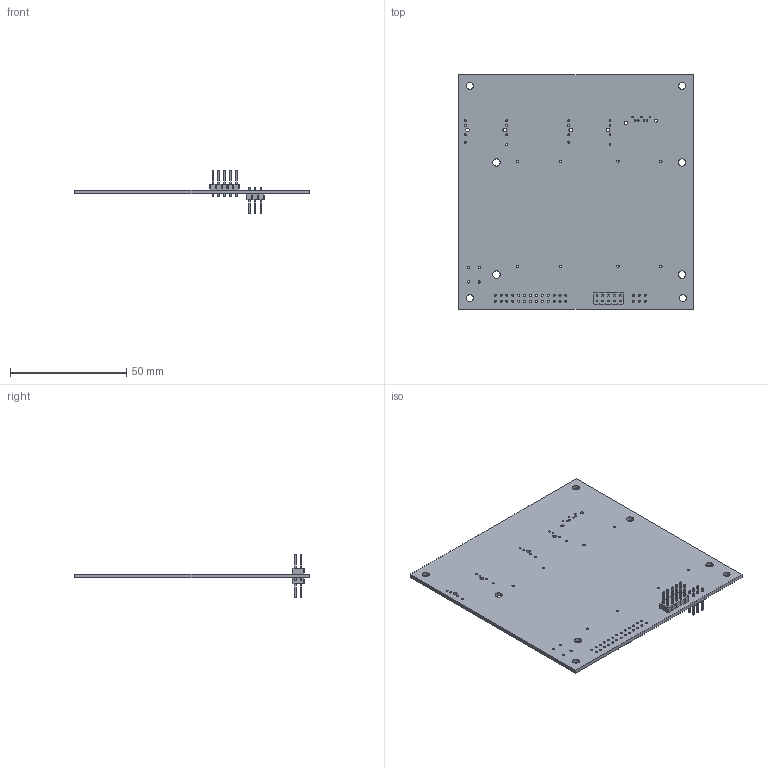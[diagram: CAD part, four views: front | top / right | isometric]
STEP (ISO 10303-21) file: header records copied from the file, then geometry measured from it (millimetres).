
FILE_DESCRIPTION(('KiCad electronic assembly'),'2;1');
FILE_NAME('MPPB01B.step','2022-05-14T18:47:17',('Pcbnew'),('Kicad'), 'Open CASCADE STEP processor 7.5','KiCad to STEP converter','Unknown' );
FILE_SCHEMA(('AUTOMOTIVE_DESIGN { 1 0 10303 214 1 1 1 1 }'));
Length unit declared in the file: millimetre
Products named in the file (6): MPPB01B 1; PinHeader_2x05_P2.54mm_Vertical; SOLID; PinHeader_2x03_P2.54mm_Vertical; tmpaxwutnbm PCB
Assembly tree (5 placements, depth 3):
  MPPB01B 1
    PinHeader_2x05_P2.54mm_Vertical
      SOLID
    PinHeader_2x03_P2.54mm_Vertical
      SOLID
    tmpaxwutnbm PCB
Bounding box: 101.09 x 101.09 x 18.78 mm (x, y, z)
Volume: 16481.7 mm3; surface area: 22082.1 mm2
Topology: 3 solids, 3 shells, 441 faces, 1081 edges, 678 vertices
Faces by surface type: bspline 344, cylinder 91, plane 6
Full cylindrical faces by diameter (mm): 0.74 x7, 0.8 x16, 0.889 x42, 1 x4, 1.016 x8, 1.35 x2, 1.55 x4, 3 x4, 3.175 x4
Entity records: 27269 total; most frequent: CARTESIAN_POINT 7788, B_SPLINE_CURVE_WITH_KNOTS 2388, ORIENTED_EDGE 2162, PCURVE 2162, DEFINITIONAL_REPRESENTATION 2162, DIRECTION 1243, EDGE_CURVE 1081, SURFACE_CURVE 990
